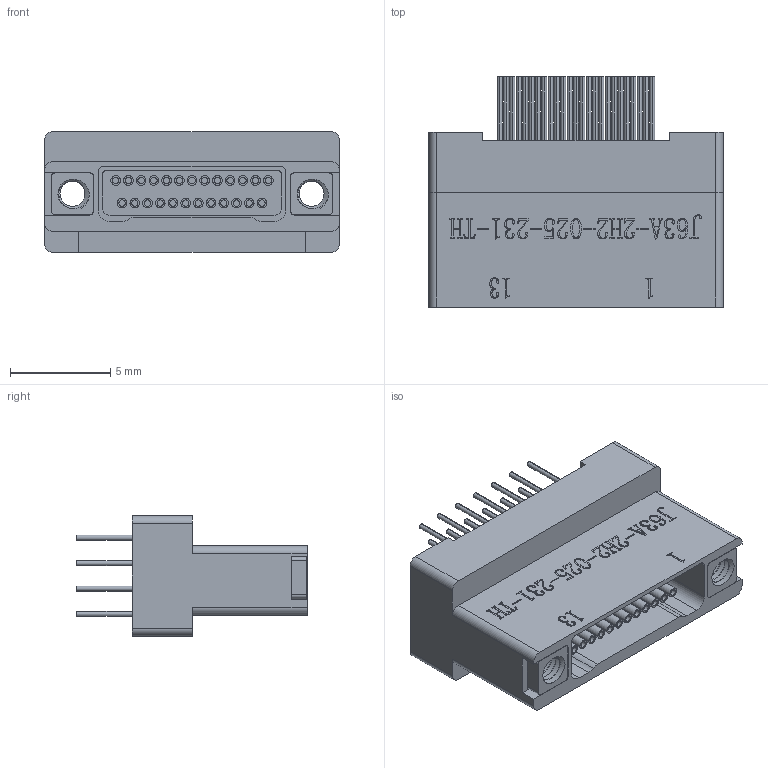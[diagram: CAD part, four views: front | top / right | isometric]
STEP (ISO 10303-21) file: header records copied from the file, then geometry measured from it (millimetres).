
FILE_DESCRIPTION (( 'STEP AP203' ), '1' );
FILE_NAME ('J63A-2H2-025-231-TH.STEP', '2025-04-07T08:47:19', ( '' ), ( '' ), 'SwSTEP 2.0', 'SolidWorks 2021', '' );
FILE_SCHEMA (( 'CONFIG_CONTROL_DESIGN' ));
Products named in the file (1): J63A-2H2-025-231-TH
Bounding box: 14.71 x 11.5 x 6.02 mm (x, y, z)
Volume: 436.8 mm3; surface area: 1092.3 mm2
Topology: 1 solids, 1 shells, 1044 faces, 2744 edges, 1824 vertices
Faces by surface type: plane 481, cylinder 302, bspline 239, cone 14, torus 8
Entity records: 46421 total; most frequent: CARTESIAN_POINT 22446, ORIENTED_EDGE 5488, DIRECTION 4060, EDGE_CURVE 2744, VERTEX_POINT 1824, VECTOR 1612, LINE 1612, AXIS2_PLACEMENT_3D 1224
